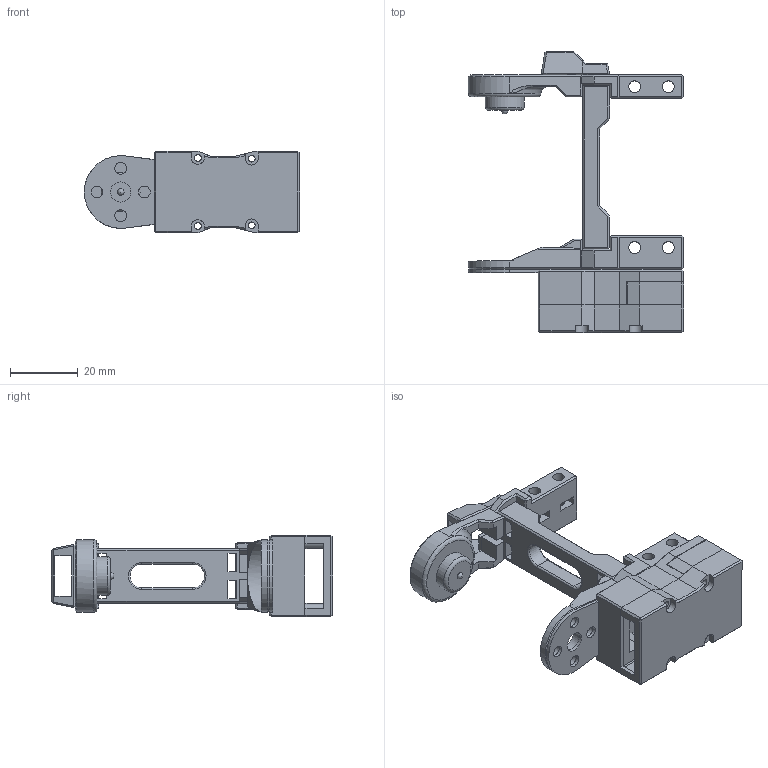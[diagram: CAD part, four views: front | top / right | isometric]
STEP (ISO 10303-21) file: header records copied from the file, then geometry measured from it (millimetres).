
FILE_DESCRIPTION(/* description */ (''),/* implementation_level */ '2;1');
FILE_NAME(/* name */ 'CoxaAssembly.step',/* time_stamp */ '2023-02-27T21:23:33-06:00',/* author */ (''),/* organization */ (''),/* preprocessor_version */ 'ST-DEVELOPER v19.2',/* originating_system */ 'Autodesk Translation Framework v11.17.0.187',/* authorisation */ '');
FILE_SCHEMA (('AUTOMOTIVE_DESIGN { 1 0 10303 214 3 1 1 }'));
Length unit declared in the file: millimetre
Products named in the file (8): CoxaAssembly; LegRib; CoxaSide1; CoxaSide2; CoxaWireChannelTop; LegConnectorAdapterTop; LegConnectorAdapterBottom; LegConnectorAdapterMiddle
Assembly tree (7 placements, depth 2):
  CoxaAssembly
    LegRib
    CoxaSide1
    CoxaSide2
    CoxaWireChannelTop
    LegConnectorAdapterTop
    LegConnectorAdapterBottom
    LegConnectorAdapterMiddle
Bounding box: 63.75 x 83.3 x 24.2 mm (x, y, z)
Volume: 22762.3 mm3; surface area: 21593.7 mm2
Topology: 7 solids, 7 shells, 583 faces, 1562 edges, 992 vertices
Faces by surface type: plane 499, cylinder 69, torus 7, bspline 5, cone 2, sphere 1
Full cylindrical faces by diameter (mm): 2 x10, 3.5 x32, 6 x2, 11.5 x1
Entity records: 18337 total; most frequent: CARTESIAN_POINT 3307, ORIENTED_EDGE 3120, DIRECTION 2891, EDGE_CURVE 1560, LINE 1381, VECTOR 1381, VERTEX_POINT 992, AXIS2_PLACEMENT_3D 755
